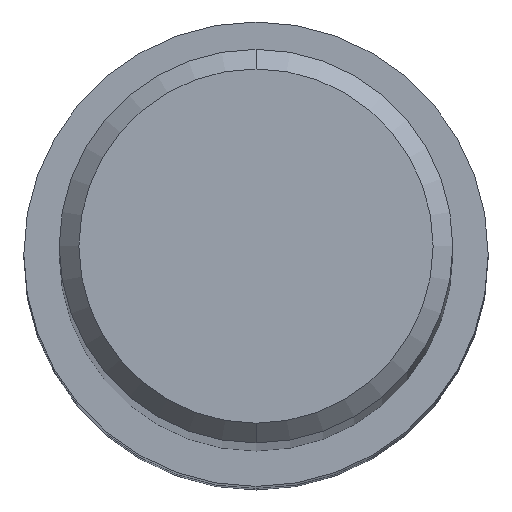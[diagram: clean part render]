
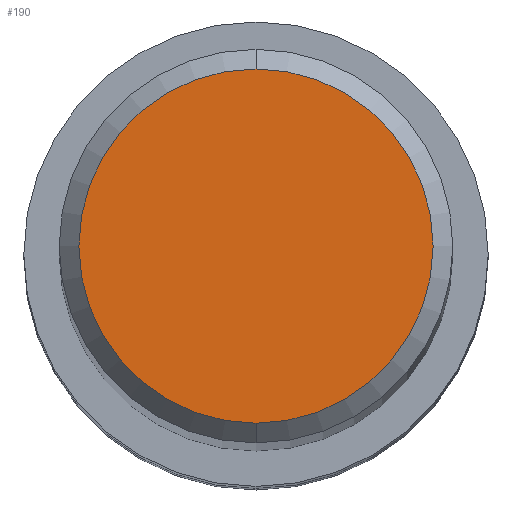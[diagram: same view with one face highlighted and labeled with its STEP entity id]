
A CAD part, top view. The second image highlights one B-rep face of the part: STEP entity #190.
In plain terms, the highlighted planar face has unit normal (0, 0, 1).
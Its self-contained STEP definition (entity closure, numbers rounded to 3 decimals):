
#130=VERTEX_POINT('',#270);
#134=VERTEX_POINT('',#274);
#140=EDGE_CURVE('',#134,#130,#281,.T.);
#154=EDGE_CURVE('',#130,#134,#299,.T.);
#190=ADVANCED_FACE('',(#340),#341,.T.);
#270=CARTESIAN_POINT('',(0.0,4.5,0.0));
#274=CARTESIAN_POINT('',(0.,-4.5,0.0));
#281=CIRCLE('',#443,4.5);
#299=CIRCLE('',#464,4.5);
#340=FACE_OUTER_BOUND('',#513,.T.);
#341=PLANE('',#514);
#443=AXIS2_PLACEMENT_3D('',#594,#595,#596);
#464=AXIS2_PLACEMENT_3D('',#635,#636,#637);
#513=EDGE_LOOP('',(#680,#681));
#514=AXIS2_PLACEMENT_3D('',#682,#683,#684);
#594=CARTESIAN_POINT('',(0.0,0.0,0.0));
#595=DIRECTION('',(0.0,0.0,-1.0));
#596=DIRECTION('',(0.0,1.0,0.0));
#635=CARTESIAN_POINT('',(0.0,0.0,0.0));
#636=DIRECTION('',(0.0,0.0,-1.0));
#637=DIRECTION('',(0.0,1.0,0.0));
#680=ORIENTED_EDGE('',*,*,#154,.F.);
#681=ORIENTED_EDGE('',*,*,#140,.F.);
#682=CARTESIAN_POINT('',(0.0,2.25,0.0));
#683=DIRECTION('',(-0.0,0.0,1.0));
#684=DIRECTION('',(0.0,-1.0,0.0));
